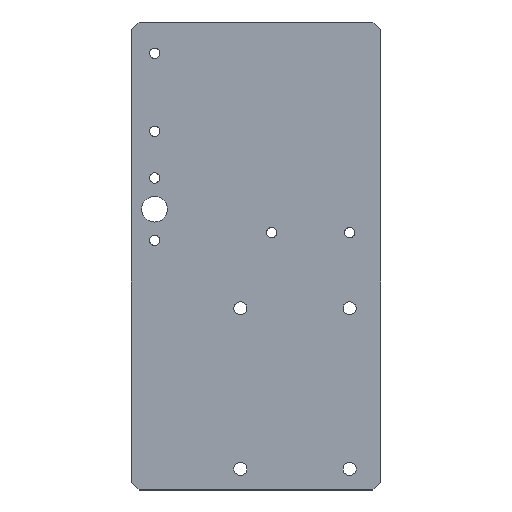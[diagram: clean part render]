
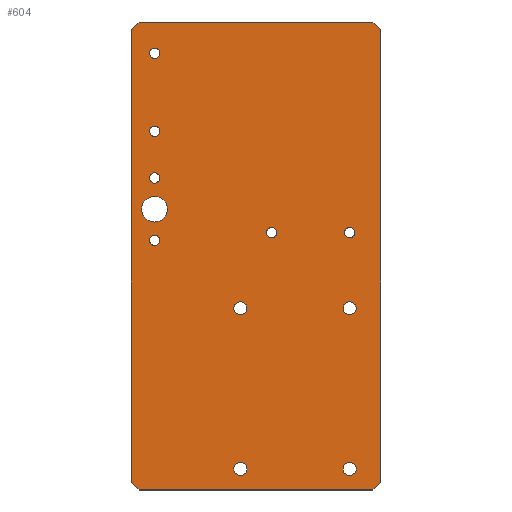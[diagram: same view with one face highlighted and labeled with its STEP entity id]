
A CAD part, top view. The second image highlights one B-rep face of the part: STEP entity #604.
In plain terms, the highlighted planar face has unit normal (0, 0, 1).
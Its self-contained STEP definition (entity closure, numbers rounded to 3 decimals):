
#112=FACE_BOUND('',#205,.T.);
#113=FACE_BOUND('',#206,.T.);
#114=FACE_BOUND('',#207,.T.);
#115=FACE_BOUND('',#208,.T.);
#116=FACE_BOUND('',#209,.T.);
#117=FACE_BOUND('',#210,.T.);
#118=FACE_BOUND('',#211,.T.);
#119=FACE_BOUND('',#212,.T.);
#120=FACE_BOUND('',#213,.T.);
#121=FACE_BOUND('',#214,.T.);
#122=FACE_BOUND('',#215,.T.);
#138=CIRCLE('',#657,3.324);
#139=CIRCLE('',#658,3.324);
#140=CIRCLE('',#659,4.188);
#141=CIRCLE('',#660,4.188);
#142=CIRCLE('',#661,4.188);
#143=CIRCLE('',#662,4.188);
#144=CIRCLE('',#663,8.25);
#145=CIRCLE('',#664,3.3);
#146=CIRCLE('',#665,3.3);
#147=CIRCLE('',#666,3.3);
#148=CIRCLE('',#667,3.3);
#175=FACE_OUTER_BOUND('',#204,.T.);
#204=EDGE_LOOP('',(#458,#459,#460,#461,#462,#463,#464,#465));
#205=EDGE_LOOP('',(#466));
#206=EDGE_LOOP('',(#467));
#207=EDGE_LOOP('',(#468));
#208=EDGE_LOOP('',(#469));
#209=EDGE_LOOP('',(#470));
#210=EDGE_LOOP('',(#471));
#211=EDGE_LOOP('',(#472));
#212=EDGE_LOOP('',(#473));
#213=EDGE_LOOP('',(#474));
#214=EDGE_LOOP('',(#475));
#215=EDGE_LOOP('',(#476));
#257=LINE('',#954,#296);
#263=LINE('',#965,#302);
#264=LINE('',#968,#303);
#265=LINE('',#970,#304);
#266=LINE('',#972,#305);
#267=LINE('',#974,#306);
#268=LINE('',#976,#307);
#269=LINE('',#977,#308);
#296=VECTOR('',#743,10.);
#302=VECTOR('',#751,10.);
#303=VECTOR('',#754,10.);
#304=VECTOR('',#755,10.);
#305=VECTOR('',#756,10.);
#306=VECTOR('',#757,10.);
#307=VECTOR('',#758,10.);
#308=VECTOR('',#759,10.);
#335=VERTEX_POINT('',#952);
#336=VERTEX_POINT('',#953);
#340=VERTEX_POINT('',#963);
#341=VERTEX_POINT('',#967);
#342=VERTEX_POINT('',#969);
#343=VERTEX_POINT('',#971);
#344=VERTEX_POINT('',#973);
#345=VERTEX_POINT('',#975);
#346=VERTEX_POINT('',#978);
#347=VERTEX_POINT('',#980);
#348=VERTEX_POINT('',#982);
#349=VERTEX_POINT('',#984);
#350=VERTEX_POINT('',#986);
#351=VERTEX_POINT('',#988);
#352=VERTEX_POINT('',#990);
#353=VERTEX_POINT('',#992);
#354=VERTEX_POINT('',#994);
#355=VERTEX_POINT('',#996);
#356=VERTEX_POINT('',#998);
#381=EDGE_CURVE('',#335,#336,#257,.T.);
#387=EDGE_CURVE('',#340,#336,#263,.T.);
#388=EDGE_CURVE('',#340,#341,#264,.T.);
#389=EDGE_CURVE('',#342,#341,#265,.T.);
#390=EDGE_CURVE('',#342,#343,#266,.T.);
#391=EDGE_CURVE('',#344,#343,#267,.T.);
#392=EDGE_CURVE('',#344,#345,#268,.T.);
#393=EDGE_CURVE('',#335,#345,#269,.T.);
#394=EDGE_CURVE('',#346,#346,#138,.T.);
#395=EDGE_CURVE('',#347,#347,#139,.T.);
#396=EDGE_CURVE('',#348,#348,#140,.T.);
#397=EDGE_CURVE('',#349,#349,#141,.T.);
#398=EDGE_CURVE('',#350,#350,#142,.T.);
#399=EDGE_CURVE('',#351,#351,#143,.T.);
#400=EDGE_CURVE('',#352,#352,#144,.T.);
#401=EDGE_CURVE('',#353,#353,#145,.T.);
#402=EDGE_CURVE('',#354,#354,#146,.T.);
#403=EDGE_CURVE('',#355,#355,#147,.T.);
#404=EDGE_CURVE('',#356,#356,#148,.T.);
#458=ORIENTED_EDGE('',*,*,#381,.T.);
#459=ORIENTED_EDGE('',*,*,#387,.F.);
#460=ORIENTED_EDGE('',*,*,#388,.T.);
#461=ORIENTED_EDGE('',*,*,#389,.F.);
#462=ORIENTED_EDGE('',*,*,#390,.T.);
#463=ORIENTED_EDGE('',*,*,#391,.F.);
#464=ORIENTED_EDGE('',*,*,#392,.T.);
#465=ORIENTED_EDGE('',*,*,#393,.F.);
#466=ORIENTED_EDGE('',*,*,#394,.F.);
#467=ORIENTED_EDGE('',*,*,#395,.F.);
#468=ORIENTED_EDGE('',*,*,#396,.F.);
#469=ORIENTED_EDGE('',*,*,#397,.F.);
#470=ORIENTED_EDGE('',*,*,#398,.F.);
#471=ORIENTED_EDGE('',*,*,#399,.F.);
#472=ORIENTED_EDGE('',*,*,#400,.F.);
#473=ORIENTED_EDGE('',*,*,#401,.F.);
#474=ORIENTED_EDGE('',*,*,#402,.F.);
#475=ORIENTED_EDGE('',*,*,#403,.F.);
#476=ORIENTED_EDGE('',*,*,#404,.F.);
#590=PLANE('',#656);
#604=ADVANCED_FACE('',(#175,#112,#113,#114,#115,#116,#117,#118,#119,#120,
#121,#122),#590,.F.);
#656=AXIS2_PLACEMENT_3D('',#966,#752,#753);
#657=AXIS2_PLACEMENT_3D('',#979,#760,#761);
#658=AXIS2_PLACEMENT_3D('',#981,#762,#763);
#659=AXIS2_PLACEMENT_3D('',#983,#764,#765);
#660=AXIS2_PLACEMENT_3D('',#985,#766,#767);
#661=AXIS2_PLACEMENT_3D('',#987,#768,#769);
#662=AXIS2_PLACEMENT_3D('',#989,#770,#771);
#663=AXIS2_PLACEMENT_3D('',#991,#772,#773);
#664=AXIS2_PLACEMENT_3D('',#993,#774,#775);
#665=AXIS2_PLACEMENT_3D('',#995,#776,#777);
#666=AXIS2_PLACEMENT_3D('',#997,#778,#779);
#667=AXIS2_PLACEMENT_3D('',#999,#780,#781);
#743=DIRECTION('',(-0.707,0.707,0.));
#751=DIRECTION('',(1.,0.,0.));
#752=DIRECTION('center_axis',(0.,0.,-1.));
#753=DIRECTION('ref_axis',(-1.,0.,0.));
#754=DIRECTION('',(-0.707,-0.707,0.));
#755=DIRECTION('',(0.,1.,0.));
#756=DIRECTION('',(0.707,-0.707,0.));
#757=DIRECTION('',(-1.,0.,0.));
#758=DIRECTION('',(0.707,0.707,0.));
#759=DIRECTION('',(0.,-1.,0.));
#760=DIRECTION('center_axis',(0.,0.,1.));
#761=DIRECTION('ref_axis',(1.,0.,0.));
#762=DIRECTION('center_axis',(0.,0.,1.));
#763=DIRECTION('ref_axis',(1.,0.,0.));
#764=DIRECTION('center_axis',(0.,0.,1.));
#765=DIRECTION('ref_axis',(1.,0.,0.));
#766=DIRECTION('center_axis',(0.,0.,1.));
#767=DIRECTION('ref_axis',(1.,0.,0.));
#768=DIRECTION('center_axis',(0.,0.,1.));
#769=DIRECTION('ref_axis',(1.,0.,0.));
#770=DIRECTION('center_axis',(0.,0.,1.));
#771=DIRECTION('ref_axis',(1.,0.,0.));
#772=DIRECTION('center_axis',(0.,0.,1.));
#773=DIRECTION('ref_axis',(-1.,0.,0.));
#774=DIRECTION('center_axis',(0.,0.,1.));
#775=DIRECTION('ref_axis',(-1.,0.,0.));
#776=DIRECTION('center_axis',(0.,0.,1.));
#777=DIRECTION('ref_axis',(-1.,0.,0.));
#778=DIRECTION('center_axis',(0.,0.,1.));
#779=DIRECTION('ref_axis',(-1.,0.,0.));
#780=DIRECTION('center_axis',(0.,0.,1.));
#781=DIRECTION('ref_axis',(-1.,0.,0.));
#952=CARTESIAN_POINT('',(-80.,145.,15.));
#953=CARTESIAN_POINT('',(-85.,150.,15.));
#954=CARTESIAN_POINT('',(-65.,130.,15.));
#963=CARTESIAN_POINT('',(-235.,150.,15.));
#965=CARTESIAN_POINT('',(-240.,150.,15.));
#966=CARTESIAN_POINT('Origin',(-160.,0.,15.));
#967=CARTESIAN_POINT('',(-240.,145.,15.));
#968=CARTESIAN_POINT('',(-255.,130.,15.));
#969=CARTESIAN_POINT('',(-240.,-145.,15.));
#970=CARTESIAN_POINT('',(-240.,-150.,15.));
#971=CARTESIAN_POINT('',(-235.,-150.,15.));
#972=CARTESIAN_POINT('',(-255.,-130.,15.));
#973=CARTESIAN_POINT('',(-85.,-150.,15.));
#974=CARTESIAN_POINT('',(-80.,-150.,15.));
#975=CARTESIAN_POINT('',(-80.,-145.,15.));
#976=CARTESIAN_POINT('',(-65.,-130.,15.));
#977=CARTESIAN_POINT('',(-80.,150.,15.));
#978=CARTESIAN_POINT('',(-228.324,10.,15.));
#979=CARTESIAN_POINT('Origin',(-225.,10.,15.));
#980=CARTESIAN_POINT('',(-228.324,50.,15.));
#981=CARTESIAN_POINT('Origin',(-225.,50.,15.));
#982=CARTESIAN_POINT('',(-174.188,-33.5,15.));
#983=CARTESIAN_POINT('Origin',(-170.,-33.5,15.));
#984=CARTESIAN_POINT('',(-104.188,-33.5,15.));
#985=CARTESIAN_POINT('Origin',(-100.,-33.5,15.));
#986=CARTESIAN_POINT('',(-104.188,-136.5,15.));
#987=CARTESIAN_POINT('Origin',(-100.,-136.5,15.));
#988=CARTESIAN_POINT('',(-174.188,-136.5,15.));
#989=CARTESIAN_POINT('Origin',(-170.,-136.5,15.));
#990=CARTESIAN_POINT('',(-216.75,30.,15.));
#991=CARTESIAN_POINT('Origin',(-225.,30.,15.));
#992=CARTESIAN_POINT('',(-146.7,15.,15.));
#993=CARTESIAN_POINT('Origin',(-150.,15.,15.));
#994=CARTESIAN_POINT('',(-221.7,130.,15.));
#995=CARTESIAN_POINT('Origin',(-225.,130.,15.));
#996=CARTESIAN_POINT('',(-221.7,80.,15.));
#997=CARTESIAN_POINT('Origin',(-225.,80.,15.));
#998=CARTESIAN_POINT('',(-96.7,15.,15.));
#999=CARTESIAN_POINT('Origin',(-100.,15.,15.));
